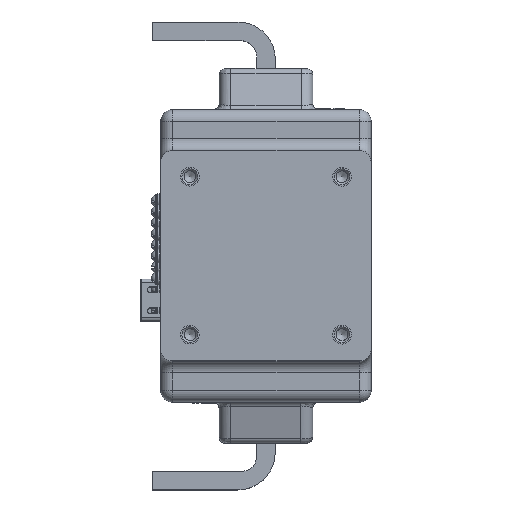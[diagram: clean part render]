
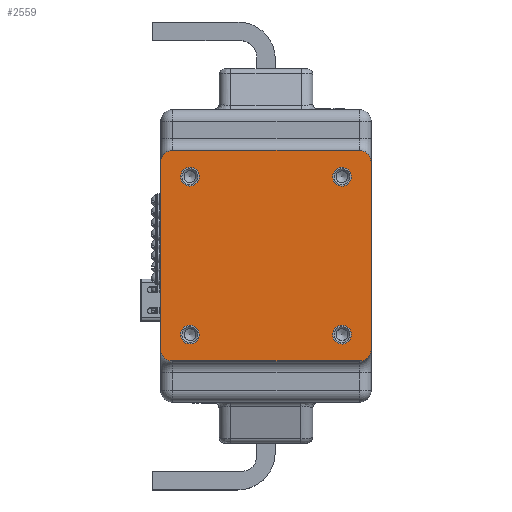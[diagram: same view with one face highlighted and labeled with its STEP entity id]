
A CAD part, top view. The second image highlights one B-rep face of the part: STEP entity #2559.
In plain terms, the highlighted planar face has unit normal (0, 0, 1).
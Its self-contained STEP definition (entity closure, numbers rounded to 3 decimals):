
#2559=ADVANCED_FACE('',(#13917,#13919,#13921,#13923,#13925),#13927,.T.);
#13917=FACE_BOUND('',#13918,.T.);
#13918=EDGE_LOOP('',(#26223,#26224,#26225,#26226,#26227,#26228,#26229,#26230));
#13919=FACE_BOUND('',#13920,.T.);
#13920=EDGE_LOOP('',(#26231));
#13921=FACE_BOUND('',#13922,.T.);
#13922=EDGE_LOOP('',(#26232));
#13923=FACE_BOUND('',#13924,.T.);
#13924=EDGE_LOOP('',(#26233));
#13925=FACE_BOUND('',#13926,.T.);
#13926=EDGE_LOOP('',(#26234));
#13927=PLANE('',#13928);
#13928=AXIS2_PLACEMENT_3D('',#13929,#13930,#13931);
#13929=CARTESIAN_POINT('',(-90.,0.,150.005));
#13930=DIRECTION('',(0.,0.,1.));
#13931=DIRECTION('',(1.,0.,0.));
#26223=ORIENTED_EDGE('',*,*,#35654,.F.);
#26224=ORIENTED_EDGE('',*,*,#34907,.T.);
#26225=ORIENTED_EDGE('',*,*,#35653,.F.);
#26226=ORIENTED_EDGE('',*,*,#35655,.T.);
#26227=ORIENTED_EDGE('',*,*,#35656,.F.);
#26228=ORIENTED_EDGE('',*,*,#34919,.F.);
#26229=ORIENTED_EDGE('',*,*,#35657,.F.);
#26230=ORIENTED_EDGE('',*,*,#35658,.T.);
#26231=ORIENTED_EDGE('',*,*,#35659,.T.);
#26232=ORIENTED_EDGE('',*,*,#35660,.T.);
#26233=ORIENTED_EDGE('',*,*,#35661,.T.);
#26234=ORIENTED_EDGE('',*,*,#35662,.T.);
#34907=EDGE_CURVE('',#39236,#39234,#39237,.T.);
#34919=EDGE_CURVE('',#39254,#39256,#39257,.T.);
#35653=EDGE_CURVE('',#40717,#39234,#40719,.T.);
#35654=EDGE_CURVE('',#39236,#40720,#40721,.T.);
#35655=EDGE_CURVE('',#40717,#40722,#40723,.F.);
#35656=EDGE_CURVE('',#39256,#40722,#40724,.T.);
#35657=EDGE_CURVE('',#40725,#39254,#40726,.T.);
#35658=EDGE_CURVE('',#40725,#40720,#40727,.F.);
#35659=EDGE_CURVE('',#40728,#40728,#40729,.T.);
#35660=EDGE_CURVE('',#40730,#40730,#40731,.T.);
#35661=EDGE_CURVE('',#40732,#40732,#40733,.T.);
#35662=EDGE_CURVE('',#40734,#40734,#40735,.T.);
#39234=VERTEX_POINT('',#46888);
#39236=VERTEX_POINT('',#46892);
#39237=LINE('',#46893,#46894);
#39254=VERTEX_POINT('',#46936);
#39256=VERTEX_POINT('',#46940);
#39257=LINE('',#46941,#46942);
#40717=VERTEX_POINT('',#49899);
#40719=CIRCLE('',#49903,10.);
#40720=VERTEX_POINT('',#49907);
#40721=CIRCLE('',#49908,10.);
#40722=VERTEX_POINT('',#49912);
#40723=LINE('',#49913,#49914);
#40724=CIRCLE('',#49916,10.);
#40725=VERTEX_POINT('',#49920);
#40726=CIRCLE('',#49921,10.);
#40727=LINE('',#49925,#49926);
#40728=VERTEX_POINT('',#49928);
#40729=CIRCLE('',#49929,8.);
#40730=VERTEX_POINT('',#49933);
#40731=CIRCLE('',#49934,8.);
#40732=VERTEX_POINT('',#49938);
#40733=CIRCLE('',#49939,8.);
#40734=VERTEX_POINT('',#49943);
#40735=CIRCLE('',#49944,8.);
#46888=CARTESIAN_POINT('',(89.867,205.,150.005));
#46892=CARTESIAN_POINT('',(89.867,45.,150.005));
#46893=CARTESIAN_POINT('',(89.867,45.,150.005));
#46894=VECTOR('',#46895,1.);
#46895=DIRECTION('',(0.,1.,0.));
#46936=CARTESIAN_POINT('',(-90.,45.,150.005));
#46940=CARTESIAN_POINT('',(-90.,205.,150.005));
#46941=CARTESIAN_POINT('',(-90.,45.,150.005));
#46942=VECTOR('',#46943,1.);
#46943=DIRECTION('',(0.,1.,0.));
#49899=CARTESIAN_POINT('',(79.867,215.,150.005));
#49903=AXIS2_PLACEMENT_3D('',#49904,#49905,#49906);
#49904=CARTESIAN_POINT('',(79.867,205.,150.005));
#49905=DIRECTION('',(0.,0.,-1.));
#49906=DIRECTION('',(0.,1.,0.));
#49907=CARTESIAN_POINT('',(79.867,35.,150.005));
#49908=AXIS2_PLACEMENT_3D('',#49909,#49910,#49911);
#49909=CARTESIAN_POINT('',(79.867,45.,150.005));
#49910=DIRECTION('',(0.,0.,-1.));
#49911=DIRECTION('',(1.,0.,0.));
#49912=CARTESIAN_POINT('',(-80.,215.,150.005));
#49913=CARTESIAN_POINT('',(-80.,215.,150.005));
#49914=VECTOR('',#49915,1.);
#49915=DIRECTION('',(1.,0.,0.));
#49916=AXIS2_PLACEMENT_3D('',#49917,#49918,#49919);
#49917=CARTESIAN_POINT('',(-80.,205.,150.005));
#49918=DIRECTION('',(0.,0.,-1.));
#49919=DIRECTION('',(-1.,0.,0.));
#49920=CARTESIAN_POINT('',(-80.,35.,150.005));
#49921=AXIS2_PLACEMENT_3D('',#49922,#49923,#49924);
#49922=CARTESIAN_POINT('',(-80.,45.,150.005));
#49923=DIRECTION('',(0.,0.,-1.));
#49924=DIRECTION('',(0.,-1.,0.));
#49925=CARTESIAN_POINT('',(79.867,35.,150.005));
#49926=VECTOR('',#49927,1.);
#49927=DIRECTION('',(-1.,0.,0.));
#49928=CARTESIAN_POINT('',(70.049,63.65,150.005));
#49929=AXIS2_PLACEMENT_3D('',#49930,#49931,#49932);
#49930=CARTESIAN_POINT('',(64.934,57.5,150.005));
#49931=DIRECTION('',(0.,0.,-1.));
#49932=DIRECTION('',(0.639,0.769,0.));
#49933=CARTESIAN_POINT('',(-60.995,199.387,150.005));
#49934=AXIS2_PLACEMENT_3D('',#49935,#49936,#49937);
#49935=CARTESIAN_POINT('',(-65.066,192.5,150.005));
#49936=DIRECTION('',(0.,0.,-1.));
#49937=DIRECTION('',(0.509,0.861,0.));
#49938=CARTESIAN_POINT('',(-60.351,63.963,150.005));
#49939=AXIS2_PLACEMENT_3D('',#49940,#49941,#49942);
#49940=CARTESIAN_POINT('',(-65.066,57.5,150.005));
#49941=DIRECTION('',(0.,0.,-1.));
#49942=DIRECTION('',(0.589,0.808,0.));
#49943=CARTESIAN_POINT('',(70.317,198.418,150.005));
#49944=AXIS2_PLACEMENT_3D('',#49945,#49946,#49947);
#49945=CARTESIAN_POINT('',(64.934,192.5,150.005));
#49946=DIRECTION('',(0.,0.,-1.));
#49947=DIRECTION('',(0.673,0.74,0.));
